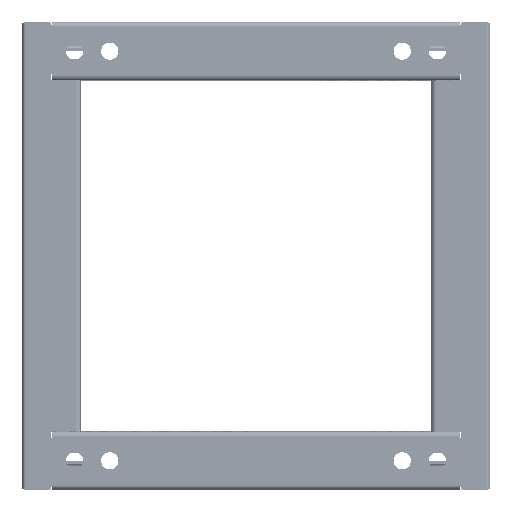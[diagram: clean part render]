
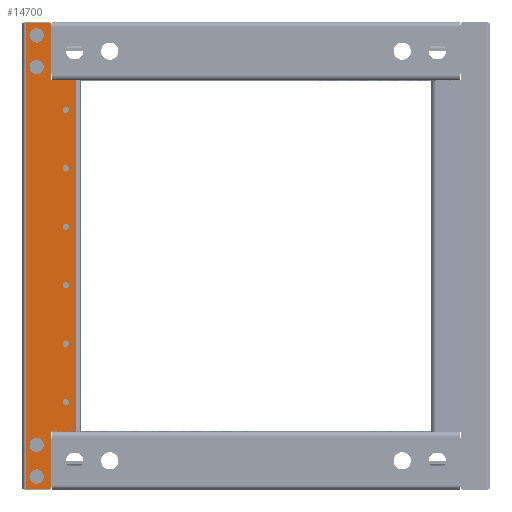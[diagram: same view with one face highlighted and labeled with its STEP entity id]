
A CAD part, front view. The second image highlights one B-rep face of the part: STEP entity #14700.
In plain terms, the highlighted planar face has unit normal (0, -1, 0).
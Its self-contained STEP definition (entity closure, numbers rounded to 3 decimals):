
#14700=ADVANCED_FACE('',(#34105,#34106,#34107,#34108,#34109,#34110,#34111,#34112,#34113,#34114,#34115),#34116,.T.);
#34105=FACE_BOUND('',#55703,.T.);
#34106=FACE_BOUND('',#55704,.T.);
#34107=FACE_BOUND('',#55705,.T.);
#34108=FACE_BOUND('',#55706,.T.);
#34109=FACE_BOUND('',#55707,.T.);
#34110=FACE_BOUND('',#55708,.T.);
#34111=FACE_BOUND('',#55709,.T.);
#34112=FACE_BOUND('',#55710,.T.);
#34113=FACE_BOUND('',#55711,.T.);
#34114=FACE_BOUND('',#55712,.T.);
#34115=FACE_OUTER_BOUND('',#55713,.T.);
#34116=PLANE('',#55714);
#55703=EDGE_LOOP('',(#102898,#102899));
#55704=EDGE_LOOP('',(#102900,#102901));
#55705=EDGE_LOOP('',(#102902,#102903));
#55706=EDGE_LOOP('',(#102904,#102905));
#55707=EDGE_LOOP('',(#102906,#102907));
#55708=EDGE_LOOP('',(#102908,#102909));
#55709=EDGE_LOOP('',(#102910,#102911));
#55710=EDGE_LOOP('',(#102912,#102913));
#55711=EDGE_LOOP('',(#102914,#102915));
#55712=EDGE_LOOP('',(#102916,#102917));
#55713=EDGE_LOOP('',(#102918,#102919,#102920,#102921,#102922,#102923,#102924,#102925));
#55714=AXIS2_PLACEMENT_3D('',#102926,#102927,#102928);
#102898=ORIENTED_EDGE('',*,*,#134518,.T.);
#102899=ORIENTED_EDGE('',*,*,#134685,.T.);
#102900=ORIENTED_EDGE('',*,*,#134523,.T.);
#102901=ORIENTED_EDGE('',*,*,#134686,.T.);
#102902=ORIENTED_EDGE('',*,*,#134528,.T.);
#102903=ORIENTED_EDGE('',*,*,#134687,.T.);
#102904=ORIENTED_EDGE('',*,*,#134533,.T.);
#102905=ORIENTED_EDGE('',*,*,#134688,.T.);
#102906=ORIENTED_EDGE('',*,*,#134538,.T.);
#102907=ORIENTED_EDGE('',*,*,#134689,.T.);
#102908=ORIENTED_EDGE('',*,*,#134543,.T.);
#102909=ORIENTED_EDGE('',*,*,#134690,.T.);
#102910=ORIENTED_EDGE('',*,*,#134548,.T.);
#102911=ORIENTED_EDGE('',*,*,#134691,.T.);
#102912=ORIENTED_EDGE('',*,*,#134553,.T.);
#102913=ORIENTED_EDGE('',*,*,#134692,.T.);
#102914=ORIENTED_EDGE('',*,*,#134558,.T.);
#102915=ORIENTED_EDGE('',*,*,#134693,.T.);
#102916=ORIENTED_EDGE('',*,*,#134563,.T.);
#102917=ORIENTED_EDGE('',*,*,#134694,.T.);
#102918=ORIENTED_EDGE('',*,*,#134695,.T.);
#102919=ORIENTED_EDGE('',*,*,#134683,.F.);
#102920=ORIENTED_EDGE('',*,*,#134696,.T.);
#102921=ORIENTED_EDGE('',*,*,#134697,.T.);
#102922=ORIENTED_EDGE('',*,*,#134698,.F.);
#102923=ORIENTED_EDGE('',*,*,#134699,.T.);
#102924=ORIENTED_EDGE('',*,*,#134661,.T.);
#102925=ORIENTED_EDGE('',*,*,#134700,.T.);
#102926=CARTESIAN_POINT('',(25.0,0.0,399.0));
#102927=DIRECTION('',(0.0,-1.0,0.0));
#102928=DIRECTION('',(-1.0,0.0,0.0));
#134518=EDGE_CURVE('',#165322,#165326,#165328,.T.);
#134523=EDGE_CURVE('',#165331,#165335,#165337,.T.);
#134528=EDGE_CURVE('',#165340,#165344,#165346,.T.);
#134533=EDGE_CURVE('',#165349,#165353,#165355,.T.);
#134538=EDGE_CURVE('',#165358,#165362,#165364,.T.);
#134543=EDGE_CURVE('',#165367,#165371,#165373,.T.);
#134548=EDGE_CURVE('',#165376,#165380,#165382,.T.);
#134553=EDGE_CURVE('',#165385,#165389,#165391,.T.);
#134558=EDGE_CURVE('',#165394,#165398,#165400,.T.);
#134563=EDGE_CURVE('',#165403,#165407,#165409,.T.);
#134661=EDGE_CURVE('',#165586,#165584,#165587,.T.);
#134683=EDGE_CURVE('',#165623,#165621,#165625,.T.);
#134685=EDGE_CURVE('',#165326,#165322,#165627,.T.);
#134686=EDGE_CURVE('',#165335,#165331,#165628,.T.);
#134687=EDGE_CURVE('',#165344,#165340,#165629,.T.);
#134688=EDGE_CURVE('',#165353,#165349,#165630,.T.);
#134689=EDGE_CURVE('',#165362,#165358,#165631,.T.);
#134690=EDGE_CURVE('',#165371,#165367,#165632,.T.);
#134691=EDGE_CURVE('',#165380,#165376,#165633,.T.);
#134692=EDGE_CURVE('',#165389,#165385,#165634,.T.);
#134693=EDGE_CURVE('',#165398,#165394,#165635,.T.);
#134694=EDGE_CURVE('',#165407,#165403,#165636,.T.);
#134695=EDGE_CURVE('',#165637,#165621,#165638,.T.);
#134696=EDGE_CURVE('',#165623,#165639,#165640,.T.);
#134697=EDGE_CURVE('',#165639,#165641,#165642,.T.);
#134698=EDGE_CURVE('',#165643,#165641,#165644,.T.);
#134699=EDGE_CURVE('',#165643,#165586,#165645,.T.);
#134700=EDGE_CURVE('',#165584,#165637,#165646,.T.);
#165322=VERTEX_POINT('',#204234);
#165326=VERTEX_POINT('',#204239);
#165328=CIRCLE('',#204242,2.7);
#165331=VERTEX_POINT('',#204245);
#165335=VERTEX_POINT('',#204250);
#165337=CIRCLE('',#204253,2.7);
#165340=VERTEX_POINT('',#204256);
#165344=VERTEX_POINT('',#204261);
#165346=CIRCLE('',#204264,2.7);
#165349=VERTEX_POINT('',#204267);
#165353=VERTEX_POINT('',#204272);
#165355=CIRCLE('',#204275,2.7);
#165358=VERTEX_POINT('',#204278);
#165362=VERTEX_POINT('',#204283);
#165364=CIRCLE('',#204286,2.7);
#165367=VERTEX_POINT('',#204289);
#165371=VERTEX_POINT('',#204294);
#165373=CIRCLE('',#204297,2.7);
#165376=VERTEX_POINT('',#204300);
#165380=VERTEX_POINT('',#204305);
#165382=CIRCLE('',#204308,6.1);
#165385=VERTEX_POINT('',#204311);
#165389=VERTEX_POINT('',#204316);
#165391=CIRCLE('',#204319,6.1);
#165394=VERTEX_POINT('',#204322);
#165398=VERTEX_POINT('',#204327);
#165400=CIRCLE('',#204330,6.1);
#165403=VERTEX_POINT('',#204333);
#165407=VERTEX_POINT('',#204338);
#165409=CIRCLE('',#204341,6.1);
#165584=VERTEX_POINT('',#204556);
#165586=VERTEX_POINT('',#204559);
#165587=LINE('',#204560,#204561);
#165621=VERTEX_POINT('',#204608);
#165623=VERTEX_POINT('',#204610);
#165625=LINE('',#204612,#204613);
#165627=CIRCLE('',#204615,2.7);
#165628=CIRCLE('',#204616,2.7);
#165629=CIRCLE('',#204617,2.7);
#165630=CIRCLE('',#204618,2.7);
#165631=CIRCLE('',#204619,2.7);
#165632=CIRCLE('',#204620,2.7);
#165633=CIRCLE('',#204621,6.1);
#165634=CIRCLE('',#204622,6.1);
#165635=CIRCLE('',#204623,6.1);
#165636=CIRCLE('',#204624,6.1);
#165637=VERTEX_POINT('',#204625);
#165638=LINE('',#204626,#204627);
#165639=VERTEX_POINT('',#204628);
#165640=LINE('',#204629,#204630);
#165641=VERTEX_POINT('',#204631);
#165642=LINE('',#204632,#204633);
#165643=VERTEX_POINT('',#204634);
#165644=LINE('',#204635,#204636);
#165645=LINE('',#204637,#204638);
#165646=LINE('',#204639,#204640);
#204234=CARTESIAN_POINT('',(37.5,0.0,72.3));
#204239=CARTESIAN_POINT('',(37.5,0.0,77.7));
#204242=AXIS2_PLACEMENT_3D('',#243275,#243276,#243277);
#204245=CARTESIAN_POINT('',(37.5,0.0,122.3));
#204250=CARTESIAN_POINT('',(37.5,0.0,127.7));
#204253=AXIS2_PLACEMENT_3D('',#243283,#243284,#243285);
#204256=CARTESIAN_POINT('',(37.5,0.0,172.3));
#204261=CARTESIAN_POINT('',(37.5,0.0,177.7));
#204264=AXIS2_PLACEMENT_3D('',#243291,#243292,#243293);
#204267=CARTESIAN_POINT('',(37.5,0.0,222.3));
#204272=CARTESIAN_POINT('',(37.5,0.0,227.7));
#204275=AXIS2_PLACEMENT_3D('',#243299,#243300,#243301);
#204278=CARTESIAN_POINT('',(37.5,0.0,272.3));
#204283=CARTESIAN_POINT('',(37.5,0.0,277.7));
#204286=AXIS2_PLACEMENT_3D('',#243307,#243308,#243309);
#204289=CARTESIAN_POINT('',(37.5,0.0,322.3));
#204294=CARTESIAN_POINT('',(37.5,0.0,327.7));
#204297=AXIS2_PLACEMENT_3D('',#243315,#243316,#243317);
#204300=CARTESIAN_POINT('',(12.5,0.0,32.4));
#204305=CARTESIAN_POINT('',(12.5,0.0,44.6));
#204308=AXIS2_PLACEMENT_3D('',#243323,#243324,#243325);
#204311=CARTESIAN_POINT('',(12.5,0.0,5.4));
#204316=CARTESIAN_POINT('',(12.5,0.0,17.6));
#204319=AXIS2_PLACEMENT_3D('',#243331,#243332,#243333);
#204322=CARTESIAN_POINT('',(12.5,0.0,355.4));
#204327=CARTESIAN_POINT('',(12.5,0.0,367.6));
#204330=AXIS2_PLACEMENT_3D('',#243339,#243340,#243341);
#204333=CARTESIAN_POINT('',(12.5,0.0,382.4));
#204338=CARTESIAN_POINT('',(12.5,0.0,394.6));
#204341=AXIS2_PLACEMENT_3D('',#243347,#243348,#243349);
#204556=CARTESIAN_POINT('',(24.5,0.0,1.0));
#204559=CARTESIAN_POINT('',(3.5,0.0,1.0));
#204560=CARTESIAN_POINT('',(3.5,0.0,1.0));
#204561=VECTOR('',#243502,1.0);
#204608=CARTESIAN_POINT('',(46.5,0.0,50.0));
#204610=CARTESIAN_POINT('',(46.5,0.0,350.0));
#204612=CARTESIAN_POINT('',(46.5,0.0,399.0));
#204613=VECTOR('',#243531,1.0);
#204615=AXIS2_PLACEMENT_3D('',#243532,#243533,#243534);
#204616=AXIS2_PLACEMENT_3D('',#243535,#243536,#243537);
#204617=AXIS2_PLACEMENT_3D('',#243538,#243539,#243540);
#204618=AXIS2_PLACEMENT_3D('',#243541,#243542,#243543);
#204619=AXIS2_PLACEMENT_3D('',#243544,#243545,#243546);
#204620=AXIS2_PLACEMENT_3D('',#243547,#243548,#243549);
#204621=AXIS2_PLACEMENT_3D('',#243550,#243551,#243552);
#204622=AXIS2_PLACEMENT_3D('',#243553,#243554,#243555);
#204623=AXIS2_PLACEMENT_3D('',#243556,#243557,#243558);
#204624=AXIS2_PLACEMENT_3D('',#243559,#243560,#243561);
#204625=CARTESIAN_POINT('',(24.5,0.0,50.0));
#204626=CARTESIAN_POINT('',(32.25,0.0,50.0));
#204627=VECTOR('',#243562,1.0);
#204628=CARTESIAN_POINT('',(24.5,0.0,350.0));
#204629=CARTESIAN_POINT('',(32.25,0.0,350.0));
#204630=VECTOR('',#243563,1.0);
#204631=CARTESIAN_POINT('',(24.5,0.0,399.0));
#204632=CARTESIAN_POINT('',(24.5,0.0,386.75));
#204633=VECTOR('',#243564,1.0);
#204634=CARTESIAN_POINT('',(3.5,0.0,399.0));
#204635=CARTESIAN_POINT('',(3.5,0.0,399.0));
#204636=VECTOR('',#243565,1.0);
#204637=CARTESIAN_POINT('',(3.5,0.0,399.0));
#204638=VECTOR('',#243566,1.0);
#204639=CARTESIAN_POINT('',(24.5,0.0,212.25));
#204640=VECTOR('',#243567,1.0);
#243275=CARTESIAN_POINT('',(37.5,0.0,75.0));
#243276=DIRECTION('',(-0.0,1.0,0.0));
#243277=DIRECTION('',(0.0,0.0,-1.0));
#243283=CARTESIAN_POINT('',(37.5,0.0,125.0));
#243284=DIRECTION('',(-0.0,1.0,0.0));
#243285=DIRECTION('',(0.0,0.0,-1.0));
#243291=CARTESIAN_POINT('',(37.5,0.0,175.0));
#243292=DIRECTION('',(-0.0,1.0,0.0));
#243293=DIRECTION('',(0.0,0.0,-1.0));
#243299=CARTESIAN_POINT('',(37.5,0.0,225.0));
#243300=DIRECTION('',(-0.0,1.0,0.0));
#243301=DIRECTION('',(0.0,0.0,-1.0));
#243307=CARTESIAN_POINT('',(37.5,0.0,275.0));
#243308=DIRECTION('',(-0.0,1.0,0.0));
#243309=DIRECTION('',(0.0,0.0,-1.0));
#243315=CARTESIAN_POINT('',(37.5,0.0,325.0));
#243316=DIRECTION('',(-0.0,1.0,0.0));
#243317=DIRECTION('',(0.0,0.0,-1.0));
#243323=CARTESIAN_POINT('',(12.5,0.0,38.5));
#243324=DIRECTION('',(-0.0,1.0,0.0));
#243325=DIRECTION('',(0.0,0.0,-1.0));
#243331=CARTESIAN_POINT('',(12.5,0.0,11.5));
#243332=DIRECTION('',(-0.0,1.0,0.0));
#243333=DIRECTION('',(0.0,0.0,-1.0));
#243339=CARTESIAN_POINT('',(12.5,0.0,361.5));
#243340=DIRECTION('',(-0.0,1.0,0.0));
#243341=DIRECTION('',(0.0,0.0,-1.0));
#243347=CARTESIAN_POINT('',(12.5,0.0,388.5));
#243348=DIRECTION('',(-0.0,1.0,0.0));
#243349=DIRECTION('',(0.0,0.0,-1.0));
#243502=DIRECTION('',(1.0,0.0,0.0));
#243531=DIRECTION('',(0.0,0.0,-1.0));
#243532=CARTESIAN_POINT('',(37.5,0.0,75.0));
#243533=DIRECTION('',(-0.0,1.0,0.0));
#243534=DIRECTION('',(0.0,0.0,-1.0));
#243535=CARTESIAN_POINT('',(37.5,0.0,125.0));
#243536=DIRECTION('',(-0.0,1.0,0.0));
#243537=DIRECTION('',(0.0,0.0,-1.0));
#243538=CARTESIAN_POINT('',(37.5,0.0,175.0));
#243539=DIRECTION('',(-0.0,1.0,0.0));
#243540=DIRECTION('',(0.0,0.0,-1.0));
#243541=CARTESIAN_POINT('',(37.5,0.0,225.0));
#243542=DIRECTION('',(-0.0,1.0,0.0));
#243543=DIRECTION('',(0.0,0.0,-1.0));
#243544=CARTESIAN_POINT('',(37.5,0.0,275.0));
#243545=DIRECTION('',(-0.0,1.0,0.0));
#243546=DIRECTION('',(0.0,0.0,-1.0));
#243547=CARTESIAN_POINT('',(37.5,0.0,325.0));
#243548=DIRECTION('',(-0.0,1.0,0.0));
#243549=DIRECTION('',(0.0,0.0,-1.0));
#243550=CARTESIAN_POINT('',(12.5,0.0,38.5));
#243551=DIRECTION('',(-0.0,1.0,0.0));
#243552=DIRECTION('',(0.0,0.0,-1.0));
#243553=CARTESIAN_POINT('',(12.5,0.0,11.5));
#243554=DIRECTION('',(-0.0,1.0,0.0));
#243555=DIRECTION('',(0.0,0.0,-1.0));
#243556=CARTESIAN_POINT('',(12.5,0.0,361.5));
#243557=DIRECTION('',(-0.0,1.0,0.0));
#243558=DIRECTION('',(0.0,0.0,-1.0));
#243559=CARTESIAN_POINT('',(12.5,0.0,388.5));
#243560=DIRECTION('',(-0.0,1.0,0.0));
#243561=DIRECTION('',(0.0,0.0,-1.0));
#243562=DIRECTION('',(1.0,0.0,0.0));
#243563=DIRECTION('',(-1.0,0.0,0.0));
#243564=DIRECTION('',(-0.0,0.0,1.0));
#243565=DIRECTION('',(1.0,0.0,0.0));
#243566=DIRECTION('',(0.0,0.0,-1.0));
#243567=DIRECTION('',(-0.0,0.0,1.0));
